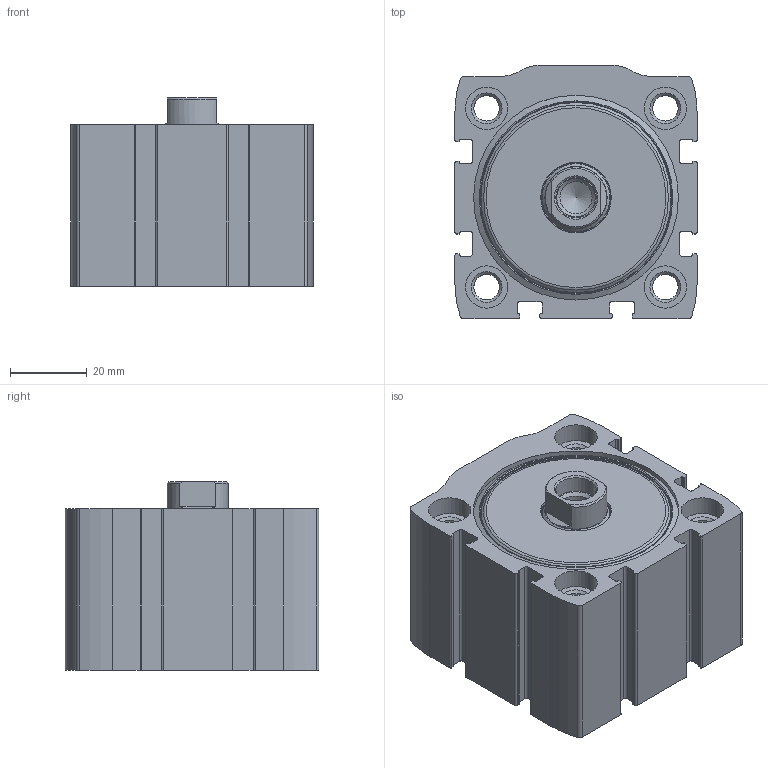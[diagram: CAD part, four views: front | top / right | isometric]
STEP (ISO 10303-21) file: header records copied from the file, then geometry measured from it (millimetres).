
FILE_DESCRIPTION(/* description */ ('STEP AP214'),/* implementation_level */ '2;1');
FILE_NAME(/* name */ '5137803_AEN-S-50-10-I-P-A',/* time_stamp */ '2024-07-23T22:08:15+02:00',/* author */ ('License CC BY-ND 4.0'),/* organization */ ('CADENAS'),/* preprocessor_version */ 'ST-DEVELOPER v19.3',/* originating_system */ 'PARTsolutions',/* authorisation */ ' ');
FILE_SCHEMA (('AUTOMOTIVE_DESIGN {1 0 10303 214 3 1 1}'));
Length unit declared in the file: millimetre
Products named in the file (3): 5137803 AEN-S-50-10-I-P-A---(0_high); 8084848 AEN-S-50-10-I-P-A---(highH); 8084848 AEN-S-50-10-I-P-A---(highP)
Assembly tree (2 placements, depth 2):
  5137803 AEN-S-50-10-I-P-A---(0_high)
    8084848 AEN-S-50-10-I-P-A---(highH)
    8084848 AEN-S-50-10-I-P-A---(highP)
Bounding box: 63 x 66 x 49 mm (x, y, z)
Volume: 135410 mm3; surface area: 39789.4 mm2
Topology: 2 solids, 2 shells, 184 faces, 472 edges, 309 vertices
Faces by surface type: cylinder 82, plane 79, cone 19, torus 4
Full cylindrical faces by diameter (mm): 4 x1, 6.647 x4, 8.376 x1, 8.566 x1, 10.5 x1, 11 x8, 16 x2, 18.1 x1, 50 x2, 53.3 x1
Entity records: 5469 total; most frequent: DIRECTION 984, CARTESIAN_POINT 928, ORIENTED_EDGE 848, EDGE_CURVE 424, AXIS2_PLACEMENT_3D 377, VERTEX_POINT 305, FACE_BOUND 253, EDGE_LOOP 252
